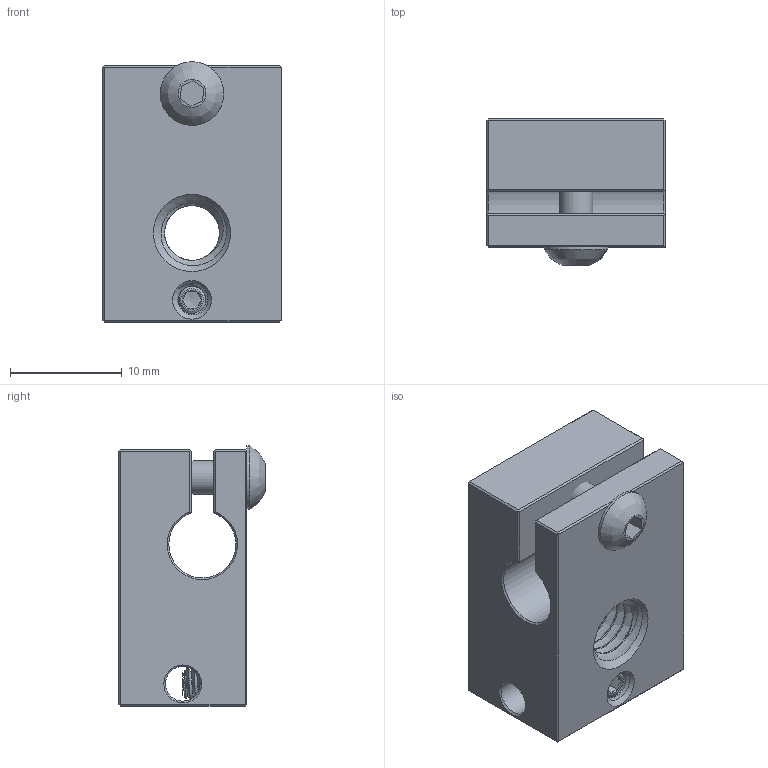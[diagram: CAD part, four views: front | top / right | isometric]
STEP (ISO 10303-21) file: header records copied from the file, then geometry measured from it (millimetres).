
FILE_DESCRIPTION(/* description */ (''),/* implementation_level */ '2;1');
FILE_NAME(/* name */ 'heat_block.stp',/* time_stamp */ '2021-08-09T07:32:53+02:00',/* author */ ('szymo'),/* organization */ (''),/* preprocessor_version */ 'ST-DEVELOPER v18.1',/* originating_system */ 'Autodesk Inventor 2020',/* authorisation */ '');
FILE_SCHEMA (('AUTOMOTIVE_DESIGN { 1 0 10303 214 3 1 1 }'));
Length unit declared in the file: millimetre
Products named in the file (1): heat_block
Bounding box: 16 x 13.15 x 23.34 mm (x, y, z)
Volume: 3214.4 mm3; surface area: 2788.4 mm2
Topology: 3 solids, 3 shells, 139 faces, 348 edges, 221 vertices
Faces by surface type: plane 52, cylinder 48, bspline 20, cone 18, torus 1
Full cylindrical faces by diameter (mm): 2.459 x17, 2.95 x7, 3 x1, 3.1 x2, 4.917 x9, 5.7 x1
Entity records: 22714 total; most frequent: CARTESIAN_POINT 19506, ORIENTED_EDGE 696, DIRECTION 496, EDGE_CURVE 348, VERTEX_POINT 221, AXIS2_PLACEMENT_3D 174, EDGE_LOOP 155, LINE 148
